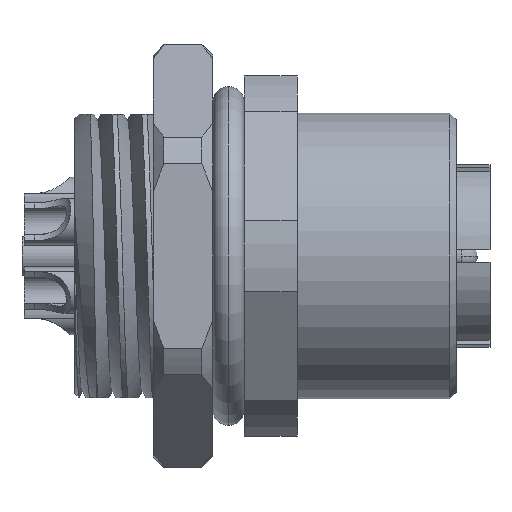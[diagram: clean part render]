
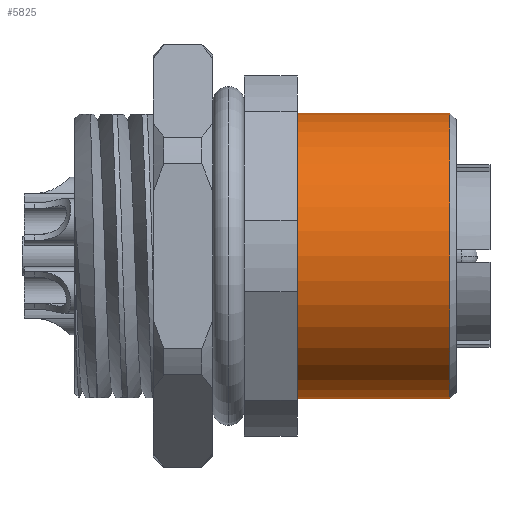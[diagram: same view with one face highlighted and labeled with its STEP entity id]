
A CAD part, front view. The second image highlights one B-rep face of the part: STEP entity #5825.
In plain terms, the highlighted cylindrical face has radius 6.75 mm (diameter 13.5 mm), a partial arc.
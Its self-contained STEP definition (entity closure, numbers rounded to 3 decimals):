
#523 = LINE ( 'NONE', #10812, #5019 ) ;
#577 = VERTEX_POINT ( 'NONE', #11040 ) ;
#686 = VERTEX_POINT ( 'NONE', #2494 ) ;
#815 = CARTESIAN_POINT ( 'NONE',  ( -40.569, 0., 6.75 ) ) ;
#930 = ORIENTED_EDGE ( 'NONE', *, *, #3216, .T. ) ;
#1145 = CARTESIAN_POINT ( 'NONE',  ( 4.2, 0., -6.75 ) ) ;
#2005 = CARTESIAN_POINT ( 'NONE',  ( -3., 0., 0. ) ) ;
#2346 = DIRECTION ( 'NONE',  ( -1., 0., 0. ) ) ;
#2494 = CARTESIAN_POINT ( 'NONE',  ( -3., 0., 6.75 ) ) ;
#2910 = ORIENTED_EDGE ( 'NONE', *, *, #4461, .F. ) ;
#3216 = EDGE_CURVE ( 'NONE', #577, #686, #9389, .T. ) ;
#4209 = EDGE_CURVE ( 'NONE', #5125, #9018, #523, .T. ) ;
#4380 = DIRECTION ( 'NONE',  ( 0., 0., 1. ) ) ;
#4461 = EDGE_CURVE ( 'NONE', #9018, #686, #10431, .T. ) ;
#4639 = DIRECTION ( 'NONE',  ( -1., 0., 0. ) ) ;
#4713 = DIRECTION ( 'NONE',  ( 0., 0., 1. ) ) ;
#5019 = VECTOR ( 'NONE', #10746, 1000. ) ;
#5030 = AXIS2_PLACEMENT_3D ( 'NONE', #2005, #5637, #4713 ) ;
#5125 = VERTEX_POINT ( 'NONE', #1145 ) ;
#5374 = FACE_OUTER_BOUND ( 'NONE', #8258, .T. ) ;
#5436 = CARTESIAN_POINT ( 'NONE',  ( -40.569, 0., 0. ) ) ;
#5637 = DIRECTION ( 'NONE',  ( -1., 0., 0. ) ) ;
#5825 = ADVANCED_FACE ( 'NONE', ( #5374 ), #11035, .T. ) ;
#6269 = EDGE_CURVE ( 'NONE', #5125, #577, #9750, .T. ) ;
#6564 = CARTESIAN_POINT ( 'NONE',  ( -3., 0., -6.75 ) ) ;
#7947 = AXIS2_PLACEMENT_3D ( 'NONE', #9118, #2346, #11081 ) ;
#8252 = DIRECTION ( 'NONE',  ( -1., 0., 0. ) ) ;
#8258 = EDGE_LOOP ( 'NONE', ( #8612, #12381, #930, #2910 ) ) ;
#8612 = ORIENTED_EDGE ( 'NONE', *, *, #4209, .F. ) ;
#9018 = VERTEX_POINT ( 'NONE', #6564 ) ;
#9118 = CARTESIAN_POINT ( 'NONE',  ( 4.2, 0., 0. ) ) ;
#9389 = LINE ( 'NONE', #815, #9852 ) ;
#9750 = CIRCLE ( 'NONE', #7947, 6.75 ) ;
#9852 = VECTOR ( 'NONE', #4639, 1000. ) ;
#10431 = CIRCLE ( 'NONE', #5030, 6.75 ) ;
#10746 = DIRECTION ( 'NONE',  ( -1., 0., 0. ) ) ;
#10812 = CARTESIAN_POINT ( 'NONE',  ( -40.569, 0., -6.75 ) ) ;
#11035 = CYLINDRICAL_SURFACE ( 'NONE', #12156, 6.75 ) ;
#11040 = CARTESIAN_POINT ( 'NONE',  ( 4.2, 0., 6.75 ) ) ;
#11081 = DIRECTION ( 'NONE',  ( 0., 0., 1. ) ) ;
#12156 = AXIS2_PLACEMENT_3D ( 'NONE', #5436, #8252, #4380 ) ;
#12381 = ORIENTED_EDGE ( 'NONE', *, *, #6269, .T. ) ;
